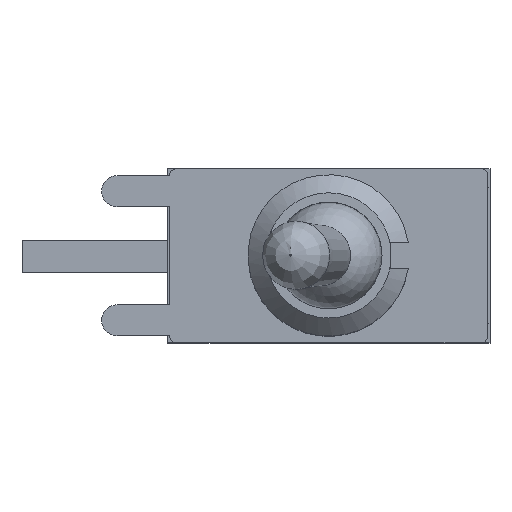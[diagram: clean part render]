
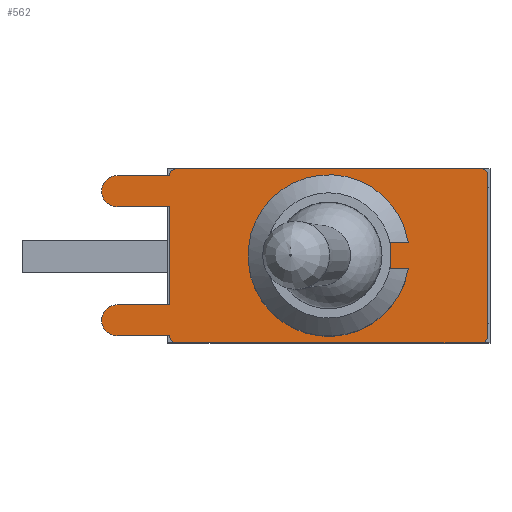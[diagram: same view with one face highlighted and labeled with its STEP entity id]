
A CAD part, top view. The second image highlights one B-rep face of the part: STEP entity #562.
In plain terms, the highlighted planar face has unit normal (0, 0, 1).
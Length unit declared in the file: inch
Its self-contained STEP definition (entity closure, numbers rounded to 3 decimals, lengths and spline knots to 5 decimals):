
#386=CARTESIAN_POINT('',(0.27596,-0.14854,0.36969));
#387=DIRECTION('',(0.0,0.0,-1.0));
#388=DIRECTION('',(-1.0,0.0,0.0));
#389=AXIS2_PLACEMENT_3D('',#386,#387,#388);
#390=PLANE('',#389);
#391=CARTESIAN_POINT('',(-0.23622,-0.13504,0.36969));
#392=VERTEX_POINT('',#391);
#393=CARTESIAN_POINT('',(-0.24606,-0.1252,0.36969));
#394=VERTEX_POINT('',#393);
#395=CARTESIAN_POINT('',(-0.23622,-0.1252,0.36969));
#396=DIRECTION('',(0.0,0.0,-1.0));
#397=DIRECTION('',(-0.707,-0.707,0.0));
#398=AXIS2_PLACEMENT_3D('',#395,#396,#397);
#399=CIRCLE('',#398,0.00984);
#400=EDGE_CURVE('',#392,#394,#399,.T.);
#401=ORIENTED_EDGE('',*,*,#400,.F.);
#402=CARTESIAN_POINT('',(0.23622,-0.13504,0.36969));
#403=VERTEX_POINT('',#402);
#404=CARTESIAN_POINT('',(0.23622,-0.13504,0.36969));
#405=DIRECTION('',(-1.0,0.0,0.0));
#406=VECTOR('',#405,0.47244);
#407=LINE('',#404,#406);
#408=EDGE_CURVE('',#403,#392,#407,.T.);
#409=ORIENTED_EDGE('',*,*,#408,.F.);
#410=CARTESIAN_POINT('',(0.24606,-0.1252,0.36969));
#411=VERTEX_POINT('',#410);
#412=CARTESIAN_POINT('',(0.23622,-0.1252,0.36969));
#413=DIRECTION('',(0.0,0.0,-1.0));
#414=DIRECTION('',(0.707,-0.707,0.0));
#415=AXIS2_PLACEMENT_3D('',#412,#413,#414);
#416=CIRCLE('',#415,0.00984);
#417=EDGE_CURVE('',#411,#403,#416,.T.);
#418=ORIENTED_EDGE('',*,*,#417,.F.);
#419=CARTESIAN_POINT('',(0.24606,0.1252,0.36969));
#420=VERTEX_POINT('',#419);
#421=CARTESIAN_POINT('',(0.24606,0.1252,0.36969));
#422=DIRECTION('',(0.0,-1.0,0.0));
#423=VECTOR('',#422,0.25039);
#424=LINE('',#421,#423);
#425=EDGE_CURVE('',#420,#411,#424,.T.);
#426=ORIENTED_EDGE('',*,*,#425,.F.);
#427=CARTESIAN_POINT('',(0.23622,0.13504,0.36969));
#428=VERTEX_POINT('',#427);
#429=CARTESIAN_POINT('',(0.23622,0.1252,0.36969));
#430=DIRECTION('',(0.0,0.0,-1.0));
#431=DIRECTION('',(0.707,0.707,0.0));
#432=AXIS2_PLACEMENT_3D('',#429,#430,#431);
#433=CIRCLE('',#432,0.00984);
#434=EDGE_CURVE('',#428,#420,#433,.T.);
#435=ORIENTED_EDGE('',*,*,#434,.F.);
#436=CARTESIAN_POINT('',(-0.23622,0.13504,0.36969));
#437=VERTEX_POINT('',#436);
#438=CARTESIAN_POINT('',(-0.23622,0.13504,0.36969));
#439=DIRECTION('',(1.0,0.0,0.0));
#440=VECTOR('',#439,0.47244);
#441=LINE('',#438,#440);
#442=EDGE_CURVE('',#437,#428,#441,.T.);
#443=ORIENTED_EDGE('',*,*,#442,.F.);
#444=CARTESIAN_POINT('',(-0.24606,0.1252,0.36969));
#445=VERTEX_POINT('',#444);
#446=CARTESIAN_POINT('',(-0.23622,0.1252,0.36969));
#447=DIRECTION('',(0.0,0.0,-1.0));
#448=DIRECTION('',(-0.707,0.707,0.0));
#449=AXIS2_PLACEMENT_3D('',#446,#447,#448);
#450=CIRCLE('',#449,0.00984);
#451=EDGE_CURVE('',#445,#437,#450,.T.);
#452=ORIENTED_EDGE('',*,*,#451,.F.);
#453=CARTESIAN_POINT('',(-0.24606,0.12402,0.36969));
#454=VERTEX_POINT('',#453);
#455=CARTESIAN_POINT('',(-0.24606,0.12402,0.36969));
#456=DIRECTION('',(0.0,1.0,0.0));
#457=VECTOR('',#456,0.00118);
#458=LINE('',#455,#457);
#459=EDGE_CURVE('',#454,#445,#458,.T.);
#460=ORIENTED_EDGE('',*,*,#459,.F.);
#461=CARTESIAN_POINT('',(-0.32795,0.12402,0.36969));
#462=VERTEX_POINT('',#461);
#463=CARTESIAN_POINT('',(-0.32795,0.12402,0.36969));
#464=DIRECTION('',(1.0,0.0,0.0));
#465=VECTOR('',#464,0.08189);
#466=LINE('',#463,#465);
#467=EDGE_CURVE('',#462,#454,#466,.T.);
#468=ORIENTED_EDGE('',*,*,#467,.F.);
#469=CARTESIAN_POINT('',(-0.32795,0.07598,0.36969));
#470=VERTEX_POINT('',#469);
#471=CARTESIAN_POINT('',(-0.32795,0.1,0.36969));
#472=DIRECTION('',(0.0,0.0,-1.0));
#473=DIRECTION('',(0.0,-1.0,0.0));
#474=AXIS2_PLACEMENT_3D('',#471,#472,#473);
#475=CIRCLE('',#474,0.02402);
#476=EDGE_CURVE('',#470,#462,#475,.T.);
#477=ORIENTED_EDGE('',*,*,#476,.F.);
#478=CARTESIAN_POINT('',(-0.24606,0.07598,0.36969));
#479=VERTEX_POINT('',#478);
#480=CARTESIAN_POINT('',(-0.24606,0.07598,0.36969));
#481=DIRECTION('',(-1.0,0.0,0.0));
#482=VECTOR('',#481,0.08189);
#483=LINE('',#480,#482);
#484=EDGE_CURVE('',#479,#470,#483,.T.);
#485=ORIENTED_EDGE('',*,*,#484,.F.);
#486=CARTESIAN_POINT('',(-0.24606,-0.07598,0.36969));
#487=VERTEX_POINT('',#486);
#488=CARTESIAN_POINT('',(-0.24606,-0.07598,0.36969));
#489=DIRECTION('',(0.0,1.0,0.0));
#490=VECTOR('',#489,0.15197);
#491=LINE('',#488,#490);
#492=EDGE_CURVE('',#487,#479,#491,.T.);
#493=ORIENTED_EDGE('',*,*,#492,.F.);
#494=CARTESIAN_POINT('',(-0.32795,-0.07598,0.36969));
#495=VERTEX_POINT('',#494);
#496=CARTESIAN_POINT('',(-0.32795,-0.07598,0.36969));
#497=DIRECTION('',(1.0,0.0,0.0));
#498=VECTOR('',#497,0.08189);
#499=LINE('',#496,#498);
#500=EDGE_CURVE('',#495,#487,#499,.T.);
#501=ORIENTED_EDGE('',*,*,#500,.F.);
#502=CARTESIAN_POINT('',(-0.32795,-0.12402,0.36969));
#503=VERTEX_POINT('',#502);
#504=CARTESIAN_POINT('',(-0.32795,-0.1,0.36969));
#505=DIRECTION('',(0.0,0.0,-1.0));
#506=DIRECTION('',(0.0,-1.0,0.0));
#507=AXIS2_PLACEMENT_3D('',#504,#505,#506);
#508=CIRCLE('',#507,0.02402);
#509=EDGE_CURVE('',#503,#495,#508,.T.);
#510=ORIENTED_EDGE('',*,*,#509,.F.);
#511=CARTESIAN_POINT('',(-0.24606,-0.12402,0.36969));
#512=VERTEX_POINT('',#511);
#513=CARTESIAN_POINT('',(-0.24606,-0.12402,0.36969));
#514=DIRECTION('',(-1.0,0.0,0.0));
#515=VECTOR('',#514,0.08189);
#516=LINE('',#513,#515);
#517=EDGE_CURVE('',#512,#503,#516,.T.);
#518=ORIENTED_EDGE('',*,*,#517,.F.);
#519=CARTESIAN_POINT('',(-0.24606,-0.1252,0.36969));
#520=DIRECTION('',(0.0,1.0,0.0));
#521=VECTOR('',#520,0.00118);
#522=LINE('',#519,#521);
#523=EDGE_CURVE('',#394,#512,#522,.T.);
#524=ORIENTED_EDGE('',*,*,#523,.F.);
#525=EDGE_LOOP('',(#401,#409,#418,#426,#435,#443,#452,#460,#468,#477,#485,#493,#501,#510,#518,#524));
#526=FACE_OUTER_BOUND('',#525,.T.);
#527=CARTESIAN_POINT('',(0.09542,-0.02008,0.36969));
#528=VERTEX_POINT('',#527);
#529=CARTESIAN_POINT('',(0.09542,0.02008,0.36969));
#530=VERTEX_POINT('',#529);
#531=CARTESIAN_POINT('',(0.09542,-0.02008,0.36969));
#532=DIRECTION('',(0.0,1.0,0.0));
#533=VECTOR('',#532,0.04016);
#534=LINE('',#531,#533);
#535=EDGE_CURVE('',#528,#530,#534,.T.);
#536=ORIENTED_EDGE('',*,*,#535,.F.);
#537=CARTESIAN_POINT('',(0.12338,-0.02008,0.36969));
#538=VERTEX_POINT('',#537);
#539=CARTESIAN_POINT('',(0.12338,-0.02008,0.36969));
#540=DIRECTION('',(-1.0,0.0,0.0));
#541=VECTOR('',#540,0.02795);
#542=LINE('',#539,#541);
#543=EDGE_CURVE('',#538,#528,#542,.T.);
#544=ORIENTED_EDGE('',*,*,#543,.F.);
#545=CARTESIAN_POINT('',(0.12338,0.02008,0.36969));
#546=VERTEX_POINT('',#545);
#547=CARTESIAN_POINT('',(0.,0.,0.36969));
#548=DIRECTION('',(0.0,0.0,1.0));
#549=DIRECTION('',(0.987,0.161,0.0));
#550=AXIS2_PLACEMENT_3D('',#547,#548,#549);
#551=CIRCLE('',#550,0.125);
#552=EDGE_CURVE('',#546,#538,#551,.T.);
#553=ORIENTED_EDGE('',*,*,#552,.F.);
#554=CARTESIAN_POINT('',(0.09542,0.02008,0.36969));
#555=DIRECTION('',(1.0,0.0,0.0));
#556=VECTOR('',#555,0.02795);
#557=LINE('',#554,#556);
#558=EDGE_CURVE('',#530,#546,#557,.T.);
#559=ORIENTED_EDGE('',*,*,#558,.F.);
#560=EDGE_LOOP('',(#536,#544,#553,#559));
#561=FACE_BOUND('',#560,.T.);
#562=ADVANCED_FACE('',(#526,#561),#390,.F.);
